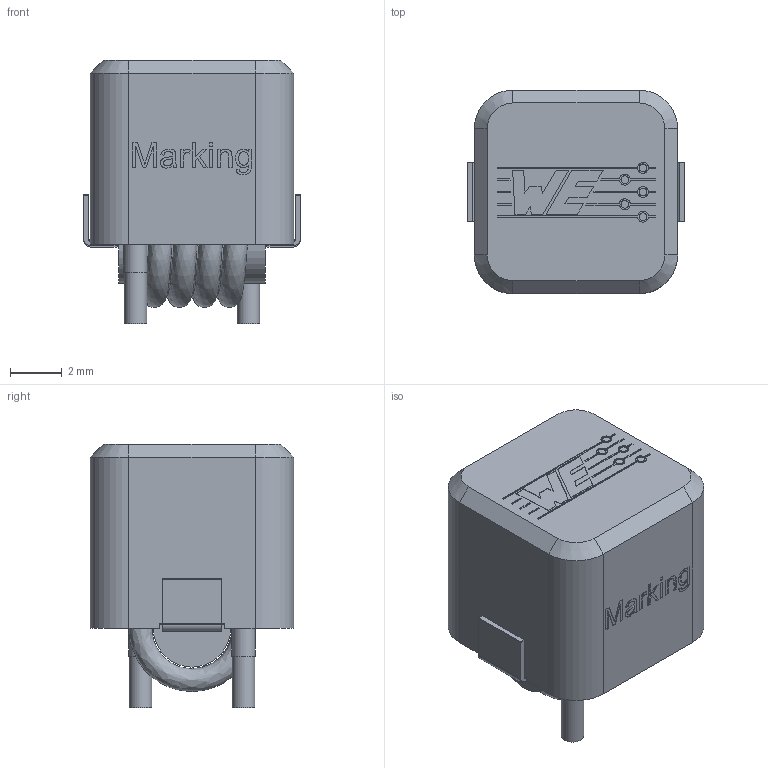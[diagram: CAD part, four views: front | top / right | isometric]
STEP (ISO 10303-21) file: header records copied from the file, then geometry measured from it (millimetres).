
FILE_DESCRIPTION( ( 'Unknown' ), '1' );
FILE_NAME( '7443340xxx.stp', 'Unknown', ( 'Unknown' ), ( 'Unknown' ), 'XStep 1.0', 'Unknown', ' ' );
FILE_SCHEMA( ( 'automotive_design' ) );
Length unit declared in the file: millimetre
Products named in the file (6): Assem1; base; core; contact
Bounding box: 8.4 x 7.9 x 10.22 mm (x, y, z)
Volume: 633.3 mm3; surface area: 1499.8 mm2
Topology: 10 solids, 10 shells, 502 faces, 1260 edges, 832 vertices
Faces by surface type: plane 380, extrusion 62, cylinder 50, cone 8, bspline 2
Full cylindrical faces by diameter (mm): 0.88 x4, 0.9 x4, 3 x2
Entity records: 8938 total; most frequent: CARTESIAN_POINT 3154, ORIENTED_EDGE 1232, DIRECTION 937, EDGE_CURVE 616, VERTEX_POINT 414, VECTOR 379, LINE 348, EDGE_LOOP 290
